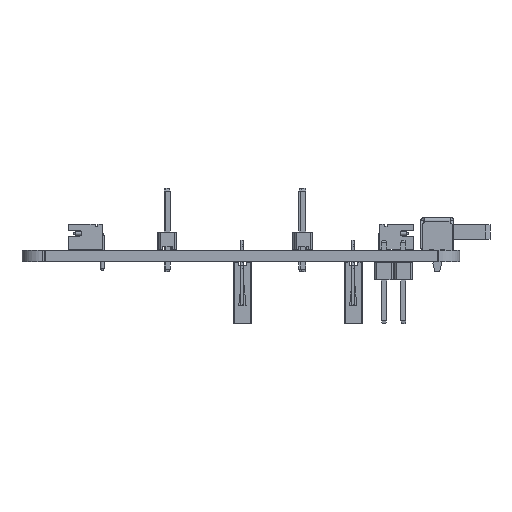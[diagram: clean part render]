
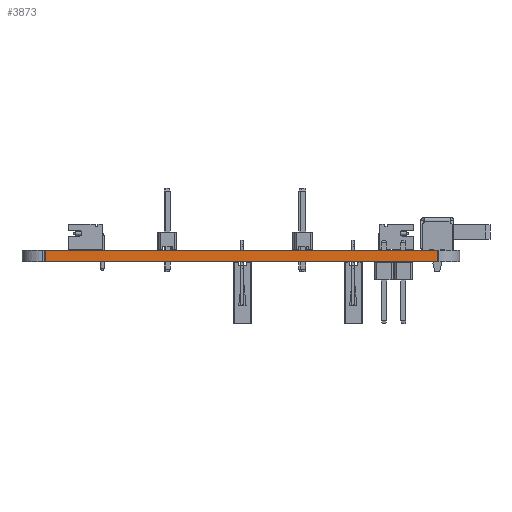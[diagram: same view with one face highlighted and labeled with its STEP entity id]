
A CAD part, front view. The second image highlights one B-rep face of the part: STEP entity #3873.
In plain terms, the highlighted planar face has unit normal (0, -1, 0).
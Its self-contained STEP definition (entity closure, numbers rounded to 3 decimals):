
#196 = VERTEX_POINT('',#197);
#197 = CARTESIAN_POINT('',(51.816,0.127,0.));
#203 = EDGE_CURVE('',#196,#204,#206,.T.);
#204 = VERTEX_POINT('',#205);
#205 = CARTESIAN_POINT('',(-2.092,0.127,0.));
#206 = LINE('',#207,#208);
#207 = CARTESIAN_POINT('',(51.816,0.127,0.));
#208 = VECTOR('',#209,1.);
#209 = DIRECTION('',(-1.,0.,0.));
#2000 = VERTEX_POINT('',#2001);
#2001 = CARTESIAN_POINT('',(51.816,0.127,
    1.6));
#2007 = EDGE_CURVE('',#2000,#2008,#2010,.T.);
#2008 = VERTEX_POINT('',#2009);
#2009 = CARTESIAN_POINT('',(-2.092,0.127,
    1.6));
#2010 = LINE('',#2011,#2012);
#2011 = CARTESIAN_POINT('',(51.816,0.127,
    1.6));
#2012 = VECTOR('',#2013,1.);
#2013 = DIRECTION('',(-1.,0.,0.));
#3845 = EDGE_CURVE('',#196,#2000,#3846,.T.);
#3846 = LINE('',#3847,#3848);
#3847 = CARTESIAN_POINT('',(51.816,0.127,0.));
#3848 = VECTOR('',#3849,1.);
#3849 = DIRECTION('',(0.,0.,1.));
#3873 = ADVANCED_FACE('',(#3874),#3885,.T.);
#3874 = FACE_BOUND('',#3875,.T.);
#3875 = EDGE_LOOP('',(#3876,#3877,#3878,#3884));
#3876 = ORIENTED_EDGE('',*,*,#3845,.T.);
#3877 = ORIENTED_EDGE('',*,*,#2007,.T.);
#3878 = ORIENTED_EDGE('',*,*,#3879,.F.);
#3879 = EDGE_CURVE('',#204,#2008,#3880,.T.);
#3880 = LINE('',#3881,#3882);
#3881 = CARTESIAN_POINT('',(-2.092,0.127,0.));
#3882 = VECTOR('',#3883,1.);
#3883 = DIRECTION('',(0.,0.,1.));
#3884 = ORIENTED_EDGE('',*,*,#203,.F.);
#3885 = PLANE('',#3886);
#3886 = AXIS2_PLACEMENT_3D('',#3887,#3888,#3889);
#3887 = CARTESIAN_POINT('',(51.816,0.127,0.));
#3888 = DIRECTION('',(0.,-1.,0.));
#3889 = DIRECTION('',(-1.,0.,0.));
